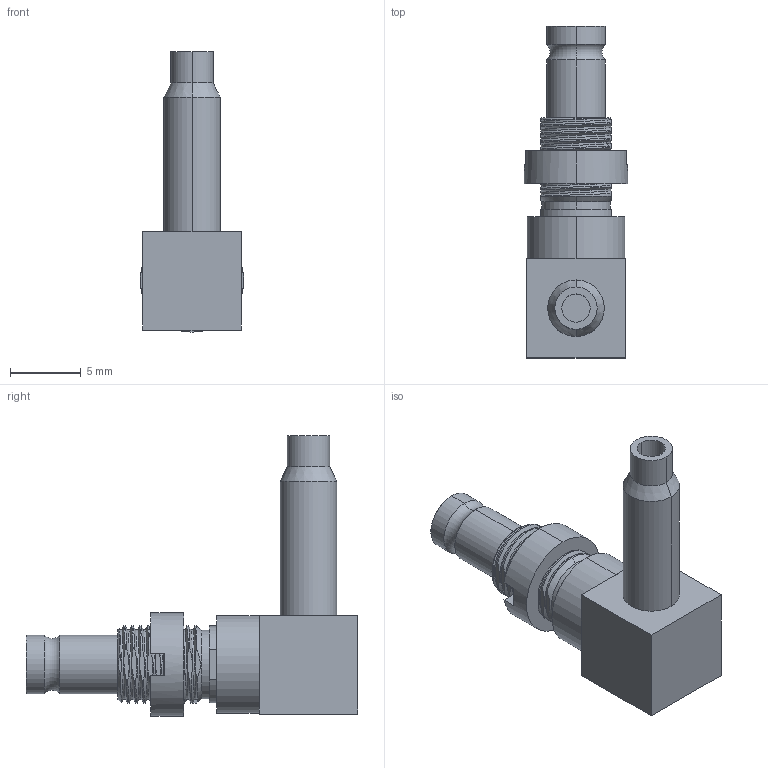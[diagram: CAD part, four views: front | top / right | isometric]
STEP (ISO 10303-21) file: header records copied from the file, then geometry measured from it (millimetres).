
FILE_DESCRIPTION((''),'2;1');
FILE_NAME('1','2021-09-02T',('Administrator'),(''),'PRO/ENGINEER BY PARAMETRIC TECHNOLOGY CORPORATION, 2012090','PRO/ENGINEER BY PARAMETRIC TECHNOLOGY CORPORATION, 2012090','');
FILE_SCHEMA(('CONFIG_CONTROL_DESIGN'));
Length unit declared in the file: millimetre
Products named in the file (1): 1
Bounding box: 7.32 x 23.5 x 19.85 mm (x, y, z)
Volume: 802.4 mm3; surface area: 1010.8 mm2
Topology: 1 solids, 1 shells, 133 faces, 344 edges, 221 vertices
Faces by surface type: plane 52, cylinder 41, bspline 22, cone 16, torus 2
Entity records: 7886 total; most frequent: CARTESIAN_POINT 4821, ORIENTED_EDGE 684, DIRECTION 538, EDGE_CURVE 342, VERTEX_POINT 221, AXIS2_PLACEMENT_3D 198, EDGE_LOOP 143, VECTOR 142
